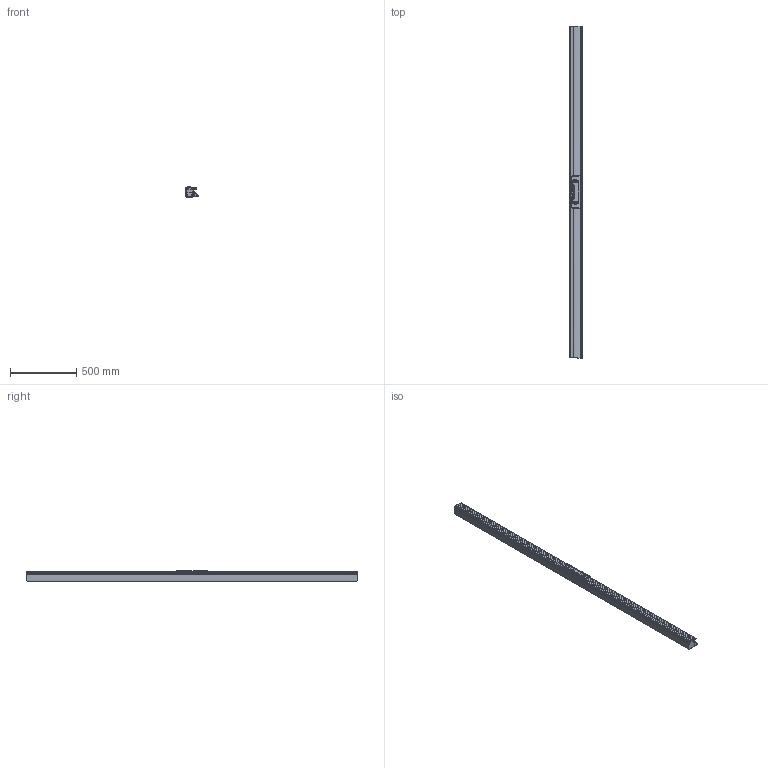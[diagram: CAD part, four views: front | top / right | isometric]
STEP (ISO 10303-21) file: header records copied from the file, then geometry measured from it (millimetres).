
FILE_DESCRIPTION (( 'STEP AP214' ), '1' );
FILE_NAME ('CPREG6250ASL_STPALL.STEP', '2023-06-07T14:02:46', ( '' ), ( '' ), 'SwSTEP 2.0', 'SolidWorks 2020', '' );
FILE_SCHEMA (( 'AUTOMOTIVE_DESIGN' ));
Length unit declared in the file: millimetre
Products named in the file (3): CPREG6250ASL_STPALL; CPREG6_250-EMLH-L_250-L; CPREG6_250-APH_250HP
Assembly tree (2 placements, depth 2):
  CPREG6250ASL_STPALL
    CPREG6_250-EMLH-L_250-L
    CPREG6_250-APH_250HP
Bounding box: 94.4 x 2506 x 76.7 mm (x, y, z)
Volume: 3794872 mm3; surface area: 2928959.7 mm2
Topology: 66 solids, 66 shells, 3533 faces, 9582 edges, 6183 vertices
Faces by surface type: plane 1437, cylinder 1062, cone 772, bspline 190, torus 72
Entity records: 174517 total; most frequent: CARTESIAN_POINT 46661, ORIENTED_EDGE 19132, DIRECTION 17980, EDGE_CURVE 9566, AXIS2_PLACEMENT_3D 6696, VERTEX_POINT 6183, LINE 4588, VECTOR 4588
